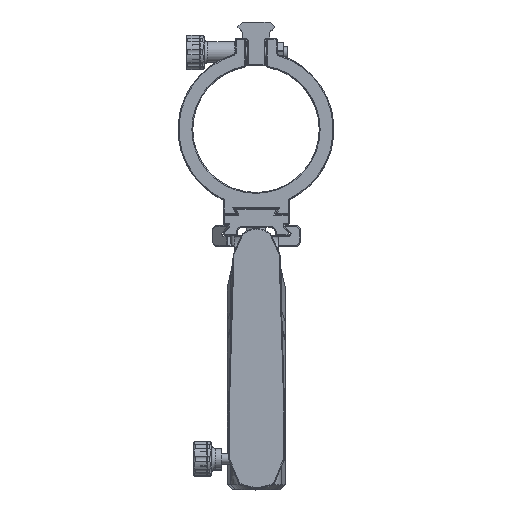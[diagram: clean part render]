
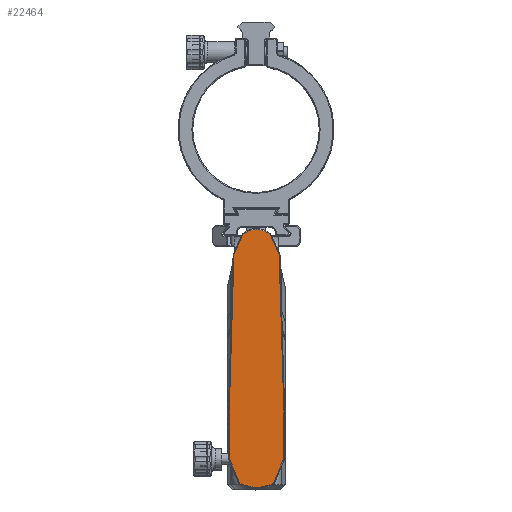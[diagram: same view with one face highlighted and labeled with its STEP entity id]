
A CAD part, top view. The second image highlights one B-rep face of the part: STEP entity #22464.
In plain terms, the highlighted planar face has unit normal (0, 0, 1).
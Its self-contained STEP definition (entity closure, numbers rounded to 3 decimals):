
#1721=CIRCLE('',#24590,11.5);
#1722=CIRCLE('',#24591,11.5);
#1723=CIRCLE('',#24592,30.5);
#1724=CIRCLE('',#24593,30.5);
#7045=ORIENTED_EDGE('',*,*,#10892,.T.);
#7046=ORIENTED_EDGE('',*,*,#10893,.T.);
#7047=ORIENTED_EDGE('',*,*,#10894,.T.);
#7048=ORIENTED_EDGE('',*,*,#10895,.T.);
#7049=ORIENTED_EDGE('',*,*,#10896,.T.);
#7050=ORIENTED_EDGE('',*,*,#10897,.T.);
#7051=ORIENTED_EDGE('',*,*,#10898,.T.);
#7052=ORIENTED_EDGE('',*,*,#10899,.T.);
#7053=ORIENTED_EDGE('',*,*,#10900,.T.);
#7054=ORIENTED_EDGE('',*,*,#10901,.T.);
#7055=ORIENTED_EDGE('',*,*,#10902,.T.);
#7056=ORIENTED_EDGE('',*,*,#10903,.T.);
#7057=ORIENTED_EDGE('',*,*,#10904,.T.);
#7058=ORIENTED_EDGE('',*,*,#10905,.T.);
#7059=ORIENTED_EDGE('',*,*,#10906,.T.);
#10892=EDGE_CURVE('',#13201,#13202,#15153,.T.);
#10893=EDGE_CURVE('',#13202,#13203,#15154,.T.);
#10894=EDGE_CURVE('',#13203,#13204,#15155,.T.);
#10895=EDGE_CURVE('',#13204,#13205,#1721,.T.);
#10896=EDGE_CURVE('',#13205,#13206,#15156,.T.);
#10897=EDGE_CURVE('',#13206,#13207,#1722,.T.);
#10898=EDGE_CURVE('',#13207,#13208,#15157,.T.);
#10899=EDGE_CURVE('',#13208,#13209,#15158,.T.);
#10900=EDGE_CURVE('',#13209,#13210,#15159,.T.);
#10901=EDGE_CURVE('',#13210,#13211,#15160,.T.);
#10902=EDGE_CURVE('',#13211,#13212,#15161,.T.);
#10903=EDGE_CURVE('',#13212,#13213,#1723,.T.);
#10904=EDGE_CURVE('',#13213,#13214,#1724,.T.);
#10905=EDGE_CURVE('',#13214,#13215,#15162,.T.);
#10906=EDGE_CURVE('',#13215,#13201,#15163,.T.);
#13201=VERTEX_POINT('',#53376);
#13202=VERTEX_POINT('',#53377);
#13203=VERTEX_POINT('',#53379);
#13204=VERTEX_POINT('',#53381);
#13205=VERTEX_POINT('',#53383);
#13206=VERTEX_POINT('',#53385);
#13207=VERTEX_POINT('',#53387);
#13208=VERTEX_POINT('',#53389);
#13209=VERTEX_POINT('',#53391);
#13210=VERTEX_POINT('',#53393);
#13211=VERTEX_POINT('',#53395);
#13212=VERTEX_POINT('',#53397);
#13213=VERTEX_POINT('',#53399);
#13214=VERTEX_POINT('',#53401);
#13215=VERTEX_POINT('',#53403);
#15153=LINE('',#53375,#17262);
#15154=LINE('',#53378,#17263);
#15155=LINE('',#53380,#17264);
#15156=LINE('',#53384,#17265);
#15157=LINE('',#53388,#17266);
#15158=LINE('',#53390,#17267);
#15159=LINE('',#53392,#17268);
#15160=LINE('',#53394,#17269);
#15161=LINE('',#53396,#17270);
#15162=LINE('',#53402,#17271);
#15163=LINE('',#53404,#17272);
#17262=VECTOR('',#29480,1000.);
#17263=VECTOR('',#29481,1000.);
#17264=VECTOR('',#29482,1000.);
#17265=VECTOR('',#29485,1000.);
#17266=VECTOR('',#29488,1000.);
#17267=VECTOR('',#29489,1000.);
#17268=VECTOR('',#29490,1000.);
#17269=VECTOR('',#29491,1000.);
#17270=VECTOR('',#29492,1000.);
#17271=VECTOR('',#29497,1000.);
#17272=VECTOR('',#29498,1000.);
#18943=EDGE_LOOP('',(#7045,#7046,#7047,#7048,#7049,#7050,#7051,#7052,#7053,
#7054,#7055,#7056,#7057,#7058,#7059));
#20351=FACE_BOUND('',#18943,.T.);
#21222=PLANE('',#24589);
#22464=ADVANCED_FACE('',(#20351),#21222,.T.);
#24589=AXIS2_PLACEMENT_3D('',#53374,#29478,#29479);
#24590=AXIS2_PLACEMENT_3D('',#53382,#29483,#29484);
#24591=AXIS2_PLACEMENT_3D('',#53386,#29486,#29487);
#24592=AXIS2_PLACEMENT_3D('',#53398,#29493,#29494);
#24593=AXIS2_PLACEMENT_3D('',#53400,#29495,#29496);
#29478=DIRECTION('',(0.,0.,1.));
#29479=DIRECTION('',(1.,0.,0.));
#29480=DIRECTION('',(0.,1.,0.));
#29481=DIRECTION('',(-0.03,1.,0.));
#29482=DIRECTION('',(-0.403,0.915,0.));
#29483=DIRECTION('',(0.,0.,1.));
#29484=DIRECTION('',(1.,0.,0.));
#29485=DIRECTION('',(-1.,0.,0.));
#29486=DIRECTION('',(0.,0.,1.));
#29487=DIRECTION('',(1.,0.,0.));
#29488=DIRECTION('',(-0.403,-0.915,0.));
#29489=DIRECTION('',(-0.03,-1.,0.));
#29490=DIRECTION('',(0.,-1.,0.));
#29491=DIRECTION('',(0.383,-0.924,0.));
#29492=DIRECTION('',(0.924,-0.383,0.));
#29493=DIRECTION('',(0.,0.,1.));
#29494=DIRECTION('',(1.,0.,0.));
#29495=DIRECTION('',(0.,0.,1.));
#29496=DIRECTION('',(1.,0.,0.));
#29497=DIRECTION('',(0.924,0.383,0.));
#29498=DIRECTION('',(0.383,0.924,0.));
#53374=CARTESIAN_POINT('',(-299.679,-82.939,615.755));
#53375=CARTESIAN_POINT('',(15.894,-82.939,615.755));
#53376=CARTESIAN_POINT('',(15.894,-190.84,615.755));
#53377=CARTESIAN_POINT('',(15.894,-157.947,615.755));
#53378=CARTESIAN_POINT('',(13.344,-72.948,615.755));
#53379=CARTESIAN_POINT('',(13.347,-73.045,615.755));
#53380=CARTESIAN_POINT('',(-33.932,34.207,615.755));
#53381=CARTESIAN_POINT('',(8.202,-61.374,615.755));
#53382=CARTESIAN_POINT('',(0.528,-69.939,615.755));
#53383=CARTESIAN_POINT('',(0.528,-58.439,615.755));
#53384=CARTESIAN_POINT('',(-299.679,-58.439,615.755));
#53385=CARTESIAN_POINT('',(0.106,-58.439,615.755));
#53386=CARTESIAN_POINT('',(0.106,-69.939,615.755));
#53387=CARTESIAN_POINT('',(-7.567,-61.374,615.755));
#53388=CARTESIAN_POINT('',(-63.055,-187.247,615.755));
#53389=CARTESIAN_POINT('',(-12.712,-73.045,615.755));
#53390=CARTESIAN_POINT('',(-13.267,-91.532,615.755));
#53391=CARTESIAN_POINT('',(-15.259,-157.947,615.755));
#53392=CARTESIAN_POINT('',(-15.259,-190.939,615.755));
#53393=CARTESIAN_POINT('',(-15.259,-190.84,615.755));
#53394=CARTESIAN_POINT('',(-95.06,1.816,615.755));
#53395=CARTESIAN_POINT('',(-9.362,-205.077,615.755));
#53396=CARTESIAN_POINT('',(-300.345,-84.548,615.755));
#53397=CARTESIAN_POINT('',(-9.265,-205.118,615.755));
#53398=CARTESIAN_POINT('',(2.407,-176.939,615.755));
#53399=CARTESIAN_POINT('',(0.317,-207.368,615.755));
#53400=CARTESIAN_POINT('',(-1.773,-176.939,615.755));
#53401=CARTESIAN_POINT('',(9.899,-205.118,615.755));
#53402=CARTESIAN_POINT('',(-211.145,-296.677,615.755));
#53403=CARTESIAN_POINT('',(9.996,-205.077,615.755));
#53404=CARTESIAN_POINT('',(7.828,-210.313,615.755));
